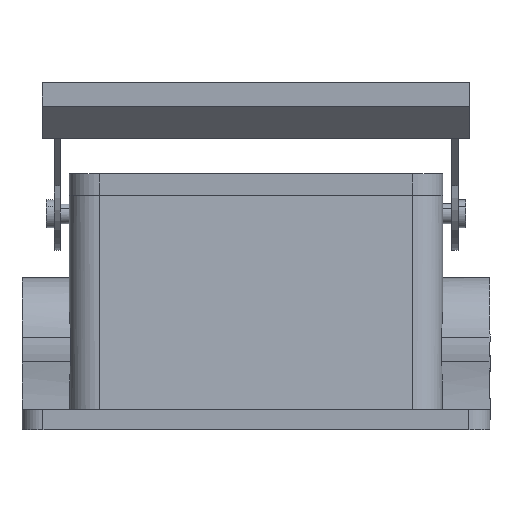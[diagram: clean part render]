
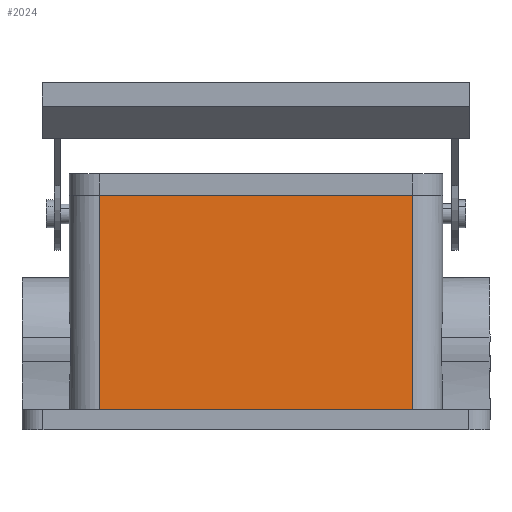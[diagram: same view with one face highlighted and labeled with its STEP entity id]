
A CAD part, left-side view. The second image highlights one B-rep face of the part: STEP entity #2024.
In plain terms, the highlighted planar face has unit normal (-0.999, 0, 0.044).
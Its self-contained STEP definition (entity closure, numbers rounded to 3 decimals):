
#2011=AXIS2_PLACEMENT_3D('Plane Axis2P3D',#2008,#2009,#2010) ;
#785=CARTESIAN_POINT('Vertex',(16.164,19.35,5.)) ;
#788=CARTESIAN_POINT('Line Origine',(16.164,58.5,5.)) ;
#792=CARTESIAN_POINT('Vertex',(16.164,97.65,5.)) ;
#1414=CARTESIAN_POINT('Line Origine',(18.5,58.5,58.5)) ;
#1418=CARTESIAN_POINT('Vertex',(18.5,97.65,58.5)) ;
#1420=CARTESIAN_POINT('Vertex',(18.5,19.35,58.5)) ;
#1893=CARTESIAN_POINT('Line Origine',(17.274,19.35,30.414)) ;
#2008=CARTESIAN_POINT('Axis2P3D Location',(18.5,58.5,58.5)) ;
#2013=CARTESIAN_POINT('Line Origine',(17.332,97.65,31.75)) ;
#789=DIRECTION('Vector Direction',(0.,1.,0.)) ;
#1415=DIRECTION('Vector Direction',(0.,1.,0.)) ;
#1894=DIRECTION('Vector Direction',(0.044,0.,0.999)) ;
#2009=DIRECTION('Axis2P3D Direction',(-0.999,0.,0.044)) ;
#2010=DIRECTION('Axis2P3D XDirection',(0.,1.,0.)) ;
#2014=DIRECTION('Vector Direction',(-0.044,0.,-0.999)) ;
#790=VECTOR('Line Direction',#789,1.) ;
#1416=VECTOR('Line Direction',#1415,1.) ;
#1895=VECTOR('Line Direction',#1894,1.) ;
#2015=VECTOR('Line Direction',#2014,1.) ;
#2019=ORIENTED_EDGE('',*,*,#1897,.F.) ;
#2020=ORIENTED_EDGE('',*,*,#1422,.F.) ;
#2021=ORIENTED_EDGE('',*,*,#2017,.F.) ;
#2022=ORIENTED_EDGE('',*,*,#794,.F.) ;
#2024=ADVANCED_FACE('Housing',(#2023),#2012,.T.) ;
#794=EDGE_CURVE('',#786,#793,#791,.T.) ;
#1422=EDGE_CURVE('',#1419,#1421,#1417,.F.) ;
#1897=EDGE_CURVE('',#1421,#786,#1896,.F.) ;
#2017=EDGE_CURVE('',#793,#1419,#2016,.F.) ;
#2018=EDGE_LOOP('',(#2019,#2020,#2021,#2022)) ;
#2023=FACE_OUTER_BOUND('',#2018,.T.) ;
#791=LINE('Line',#788,#790) ;
#1417=LINE('Line',#1414,#1416) ;
#1896=LINE('Line',#1893,#1895) ;
#2016=LINE('Line',#2013,#2015) ;
#2012=PLANE('',#2011) ;
#786=VERTEX_POINT('',#785) ;
#793=VERTEX_POINT('',#792) ;
#1419=VERTEX_POINT('',#1418) ;
#1421=VERTEX_POINT('',#1420) ;
